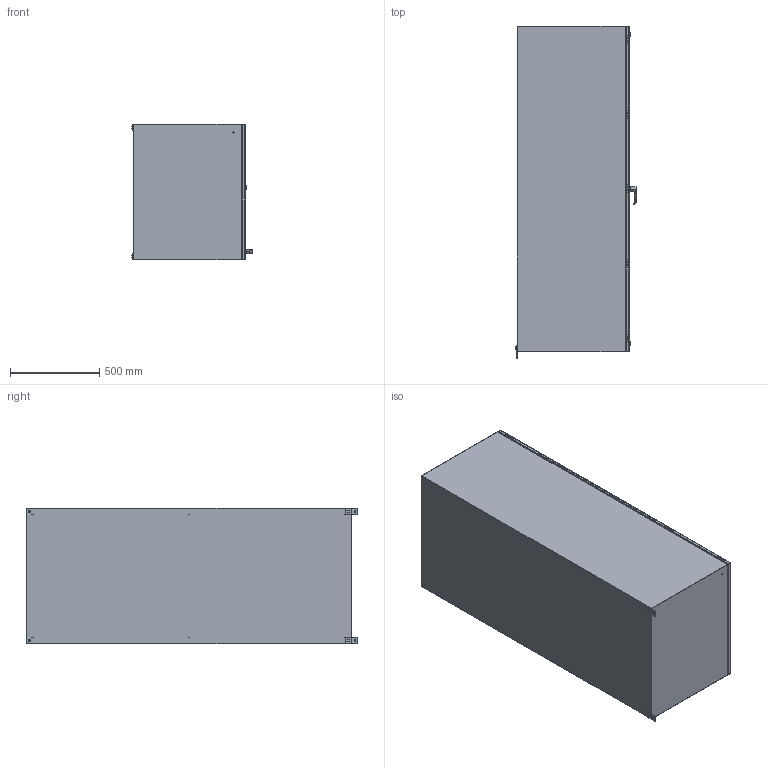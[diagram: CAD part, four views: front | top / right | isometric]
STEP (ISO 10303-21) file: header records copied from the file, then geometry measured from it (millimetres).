
FILE_DESCRIPTION (( 'STEP AP214' ), '1' );
FILE_NAME ('EN4SD723024LG.STEP', '2019-09-19T11:35:09', ( '' ), ( '' ), 'SwSTEP 2.0', 'SolidWorks 2018', '' );
FILE_SCHEMA (( 'AUTOMOTIVE_DESIGN' ));
Length unit declared in the file: inch
Products named in the file (1): EN4SD723024LG
Bounding box: 678 x 1863.41 x 762 mm (x, y, z)
Volume: 12277011.9 mm3; surface area: 13554680.8 mm2
Topology: 99 solids, 100 shells, 2431 faces, 5789 edges, 3650 vertices
Faces by surface type: plane 1163, cylinder 888, bspline 241, cone 77, torus 62
Entity records: 163761 total; most frequent: CARTESIAN_POINT 75906, ORIENTED_EDGE 11494, DIRECTION 11063, EDGE_CURVE 5747, AXIS2_PLACEMENT_3D 3910, VERTEX_POINT 3650, VECTOR 3243, LINE 3243
